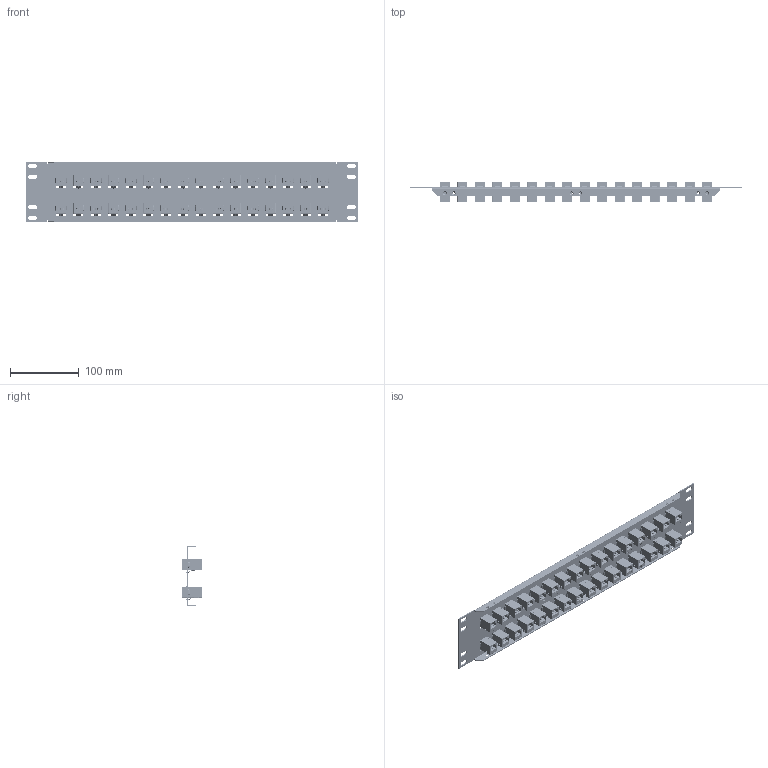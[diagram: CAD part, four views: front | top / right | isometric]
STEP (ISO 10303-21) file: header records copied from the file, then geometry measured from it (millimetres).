
FILE_DESCRIPTION (( 'STEP AP214' ), '1' );
FILE_NAME ('PR35C6-32S.STEP', '2017-05-25T15:27:22', ( 'L-Com' ), ( 'L-Com Global Connectivity' ), 'SwSTEP 2.0', 'SolidWorks 2014', '' );
FILE_SCHEMA (( 'AUTOMOTIVE_DESIGN' ));
Length unit declared in the file: inch
Products named in the file (3): PR35C6-32S; PR35UT568B; TDG1026KS-C6_New Logo - Latch Depressed
Assembly tree (33 placements, depth 2):
  PR35C6-32S
    PR35UT568B
    TDG1026KS-C6_New Logo - Latch Depressed  x32
Bounding box: 482.6 x 30 x 88.39 mm (x, y, z)
Volume: 228281.1 mm3; surface area: 205285.5 mm2
Topology: 33 solids, 33 shells, 14337 faces, 39630 edges, 25732 vertices
Faces by surface type: plane 7885, bspline 4840, cylinder 1236, sphere 256, torus 96, cone 24
Entity records: 80224 total; most frequent: CARTESIAN_POINT 33752, ORIENTED_EDGE 8060, DIRECTION 5287, EDGE_CURVE 4030, LINE 2857, VECTOR 2857, VERTEX_POINT 2668, EDGE_LOOP 1720
